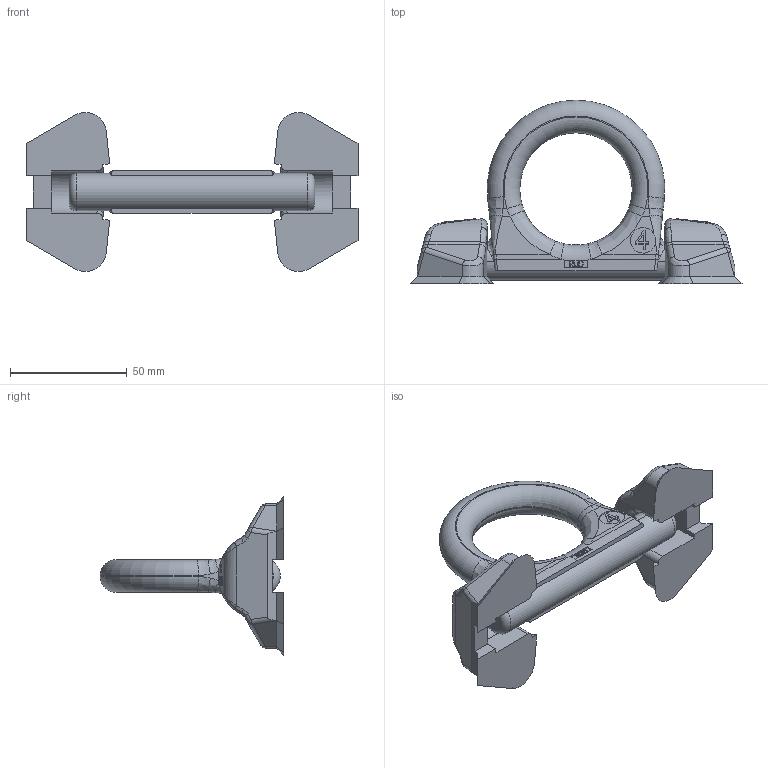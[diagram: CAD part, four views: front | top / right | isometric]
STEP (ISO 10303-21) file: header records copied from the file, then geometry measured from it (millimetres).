
FILE_DESCRIPTION((''),'2;1');
FILE_NAME('001-M32032-P-1_ASM','2005-09-21T',('jakubetz'),(''),'PRO/ENGINEER BY PARAMETRIC TECHNOLOGY CORPORATION, 2001400','PRO/ENGINEER BY PARAMETRIC TECHNOLOGY CORPORATION, 2001400','');
FILE_SCHEMA(('CONFIG_CONTROL_DESIGN'));
Length unit declared in the file: millimetre
Products named in the file (3): 001-M32032-P-1; 001-M32032-P-2; 001-M32032-P-1_ASM
Assembly tree (3 placements, depth 2):
  001-M32032-P-1_ASM
    001-M32032-P-1
    001-M32032-P-2  x2
Bounding box: 142 x 78.5 x 67.99 mm (x, y, z)
Volume: 97719.6 mm3; surface area: 26516.6 mm2
Topology: 3 solids, 3 shells, 696 faces, 1831 edges, 1162 vertices
Faces by surface type: plane 521, bspline 74, cylinder 62, torus 19, sphere 16, cone 4
Entity records: 16180 total; most frequent: CARTESIAN_POINT 5513, ORIENTED_EDGE 2340, DIRECTION 1963, EDGE_CURVE 1170, VECTOR 895, LINE 895, VERTEX_POINT 742, AXIS2_PLACEMENT_3D 534
